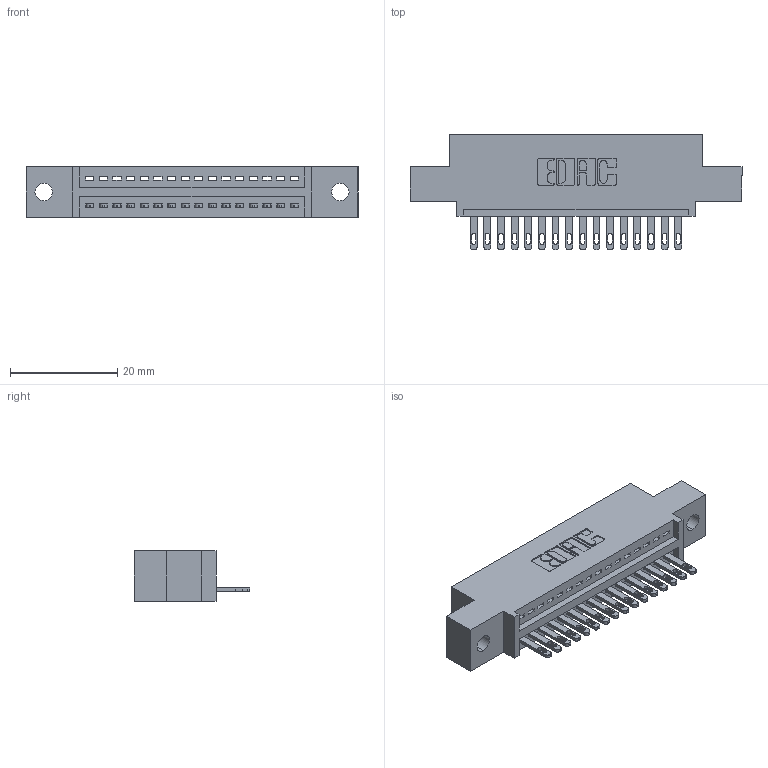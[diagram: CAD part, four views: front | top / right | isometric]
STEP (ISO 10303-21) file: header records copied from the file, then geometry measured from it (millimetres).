
FILE_DESCRIPTION (( 'STEP AP203' ), '1' );
FILE_NAME ('895-016-500-402.STEP', '2020-09-25T04:25:00', ( '' ), ( '' ), 'SwSTEP 2.0', 'SolidWorks 2020', '' );
FILE_SCHEMA (( 'CONFIG_CONTROL_DESIGN' ));
Length unit declared in the file: inch
Products named in the file (3): 845 Part_0.110 Offset - 0.128 Dia; 345-292-001_345-293-100; 895-016-500-402
Assembly tree (17 placements, depth 2):
  895-016-500-402
    845 Part_0.110 Offset - 0.128 Dia
    345-292-001_345-293-100  x16
Bounding box: 61.85 x 21.51 x 9.4 mm (x, y, z)
Volume: 5561.4 mm3; surface area: 6883.5 mm2
Topology: 17 solids, 17 shells, 994 faces, 3041 edges, 2026 vertices
Faces by surface type: plane 628, cylinder 366
Entity records: 15607 total; most frequent: CARTESIAN_POINT 2712, ORIENTED_EDGE 2662, DIRECTION 2407, EDGE_CURVE 1331, VECTOR 1131, LINE 1131, VERTEX_POINT 886, AXIS2_PLACEMENT_3D 638
